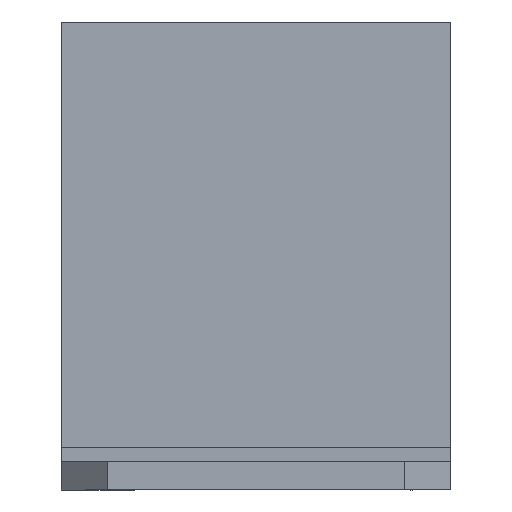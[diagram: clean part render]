
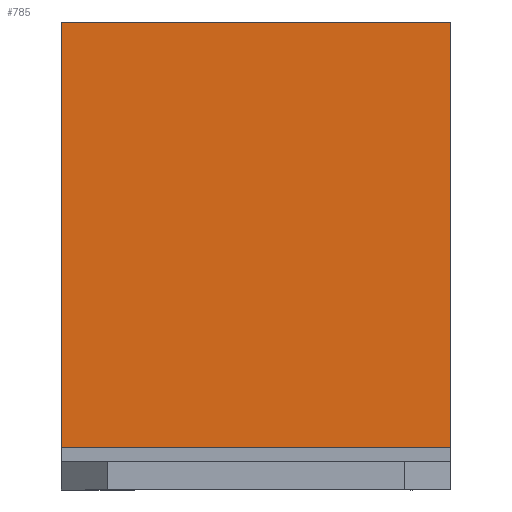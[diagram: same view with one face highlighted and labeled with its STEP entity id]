
A CAD part, front view. The second image highlights one B-rep face of the part: STEP entity #785.
In plain terms, the highlighted planar face has unit normal (0, -1, 0).
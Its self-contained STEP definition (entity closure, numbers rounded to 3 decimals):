
#375=VERTEX_POINT('',#1060);
#425=EDGE_CURVE('',#821,#375,#1112,.T.);
#471=EDGE_CURVE('',#535,#821,#1167,.T.);
#535=VERTEX_POINT('',#1240);
#779=EDGE_CURVE('',#535,#863,#1504,.T.);
#785=ADVANCED_FACE('',(#1513),#1514,.T.);
#821=VERTEX_POINT('',#1551);
#863=VERTEX_POINT('',#1600);
#875=EDGE_CURVE('',#375,#863,#1612,.T.);
#1060=CARTESIAN_POINT('',(250.0,-75.5,55.0));
#1112=LINE('',#1890,#1891);
#1167=LINE('',#1967,#1968);
#1240=CARTESIAN_POINT('',(-250.0,-75.5,600.0));
#1504=LINE('',#2429,#2430);
#1513=FACE_OUTER_BOUND('',#2441,.T.);
#1514=PLANE('',#2442);
#1551=CARTESIAN_POINT('',(-250.0,-75.5,55.0));
#1600=CARTESIAN_POINT('',(250.0,-75.5,600.0));
#1612=LINE('',#2577,#2578);
#1890=CARTESIAN_POINT('',(0.,-75.5,55.0));
#1891=VECTOR('',#2889,1.0);
#1967=CARTESIAN_POINT('',(-250.0,-75.5,600.0));
#1968=VECTOR('',#2949,1.0);
#2429=CARTESIAN_POINT('',(0.,-75.5,600.0));
#2430=VECTOR('',#3311,1.0);
#2441=EDGE_LOOP('',(#3328,#3329,#3330,#3331));
#2442=AXIS2_PLACEMENT_3D('',#3332,#3333,#3334);
#2577=CARTESIAN_POINT('',(250.0,-75.5,600.0));
#2578=VECTOR('',#3429,1.0);
#2889=DIRECTION('',(1.0,0.,0.));
#2949=DIRECTION('',(0.,0.,-1.0));
#3311=DIRECTION('',(1.0,0.,0.));
#3328=ORIENTED_EDGE('',*,*,#875,.T.);
#3329=ORIENTED_EDGE('',*,*,#779,.F.);
#3330=ORIENTED_EDGE('',*,*,#471,.T.);
#3331=ORIENTED_EDGE('',*,*,#425,.T.);
#3332=CARTESIAN_POINT('',(0.,-75.5,55.0));
#3333=DIRECTION('',(0.,-1.0,0.0));
#3334=DIRECTION('',(1.0,0.,0.));
#3429=DIRECTION('',(0.,0.,1.0));
